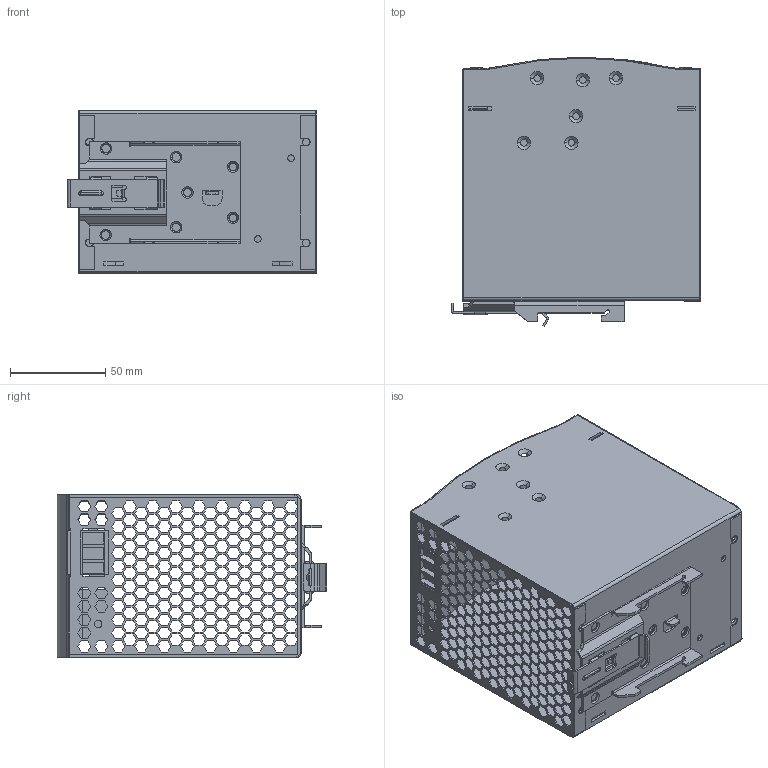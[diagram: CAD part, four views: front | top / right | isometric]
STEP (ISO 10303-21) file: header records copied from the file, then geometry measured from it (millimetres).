
FILE_DESCRIPTION(/* description */ (''),/* implementation_level */ '2;1');
FILE_NAME(/* name */ 'CDKN-480W三维图-202509.stp',/* time_stamp */ '2025-09-29T15:41:14+08:00',/* author */ (''),/* organization */ (''),/* preprocessor_version */ 'ST-DEVELOPER v20',/* originating_system */ 'SIEMENS PLM Software NX2312.1700',/* authorisation */ '');
FILE_SCHEMA (('AUTOMOTIVE_DESIGN { 1 0 10303 214 3 1 1 1 }'));
Products named in the file (7): CDKN-480W上盖; 端子4p; KN240导轨座; KN导轨配件75-120W; CDKN-480W底座; 端子3p; CDKN-480W三维图-202505_step
Assembly tree (6 placements, depth 2):
  CDKN-480W三维图-202505_step
    端子3p
    CDKN-480W底座
    KN导轨配件75-120W
    KN240导轨座
    端子4p
    CDKN-480W上盖
Bounding box: 131.26 x 141.82 x 85.5 mm (x, y, z)
Volume: 87593.4 mm3; surface area: 145746.4 mm2
Topology: 7 solids, 7 shells, 2903 faces, 8484 edges, 5609 vertices
Faces by surface type: plane 2650, cylinder 221, cone 28, torus 2, bspline 2
Entity records: 96325 total; most frequent: CARTESIAN_POINT 17257, ORIENTED_EDGE 16968, DIRECTION 14705, EDGE_CURVE 8484, LINE 7971, VECTOR 7971, VERTEX_POINT 5609, EDGE_LOOP 3761
